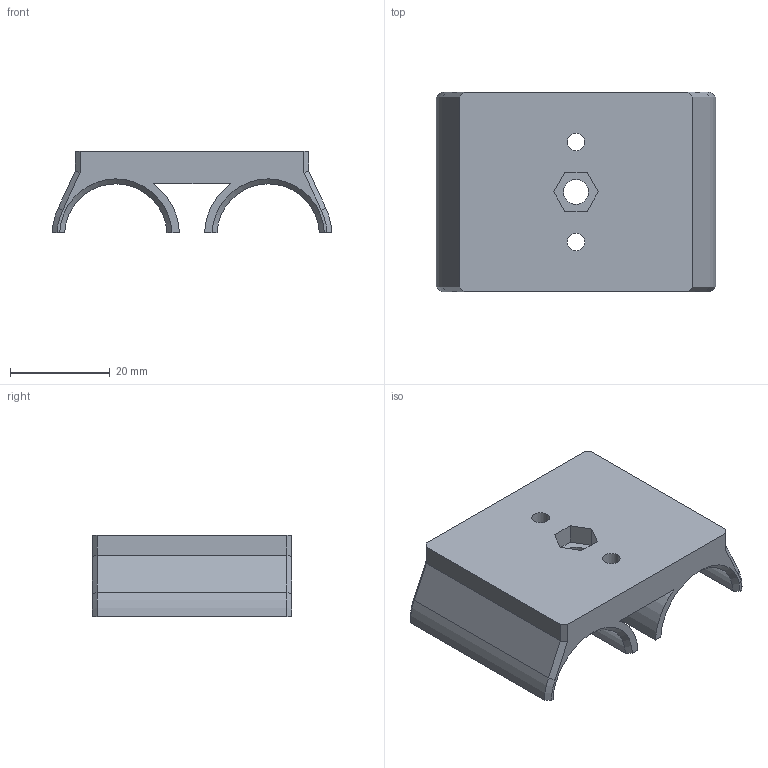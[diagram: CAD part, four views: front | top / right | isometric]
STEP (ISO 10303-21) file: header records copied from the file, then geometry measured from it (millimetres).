
FILE_DESCRIPTION(('FreeCAD Model'),'2;1');
FILE_NAME('pipe slide top.step', '2020-10-30T17:20:51',('Author'),(''), 'Open CASCADE STEP processor 7.4','FreeCAD','Unknown');
FILE_SCHEMA(('AUTOMOTIVE_DESIGN { 1 0 10303 214 1 1 1 1 }'));
Length unit declared in the file: millimetre
Products named in the file (1): pipe_slide_top
Bounding box: 55.98 x 40 x 16.25 mm (x, y, z)
Volume: 16959.9 mm3; surface area: 8636.7 mm2
Topology: 1 solids, 1 shells, 44 faces, 115 edges, 74 vertices
Faces by surface type: plane 27, cylinder 9, cone 8
Full cylindrical faces by diameter (mm): 3.5 x2, 5 x1
Entity records: 2922 total; most frequent: CARTESIAN_POINT 604, DIRECTION 433, LINE 257, VECTOR 257, ORIENTED_EDGE 230, PCURVE 230, DEFINITIONAL_REPRESENTATION 230, EDGE_CURVE 115
